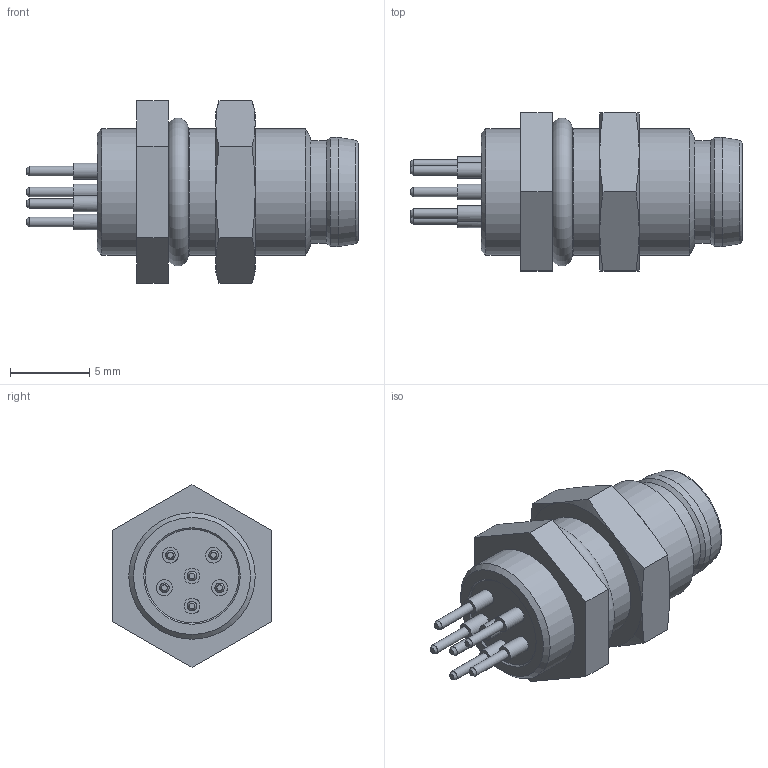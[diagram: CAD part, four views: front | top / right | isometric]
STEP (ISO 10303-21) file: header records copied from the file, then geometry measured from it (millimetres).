
FILE_DESCRIPTION(/* description */ (''),/* implementation_level */ '2;1');
FILE_NAME(/* name */ '09-3463-81-06.stp',/* time_stamp */ '2013-10-18T09:39:22+02:00',/* author */ (''),/* organization */ (''),/* preprocessor_version */ 'ST-DEVELOPER v14',/* originating_system */ 'SIEMENS PLM Software NX 8.0',/* authorisation */ '');
FILE_SCHEMA (('AUTOMOTIVE_DESIGN { 1 0 10303 214 3 1 1 1 }'));
Length unit declared in the file: millimetre
Products named in the file (1): cerl04F051C8uq1s
Bounding box: 21 x 10 x 11.55 mm (x, y, z)
Volume: 856.1 mm3; surface area: 954 mm2
Topology: 1 solids, 3 shells, 108 faces, 239 edges, 146 vertices
Faces by surface type: plane 35, cylinder 30, cone 26, torus 11, sphere 6
Full cylindrical faces by diameter (mm): 0.6 x6, 0.7 x6, 1 x6, 6.5 x1, 6.85 x1, 6.9 x1, 8 x3
Entity records: 2587 total; most frequent: CARTESIAN_POINT 524, DIRECTION 449, ORIENTED_EDGE 320, AXIS2_PLACEMENT_3D 208, EDGE_LOOP 177, EDGE_CURVE 160, FACE_BOUND 128, VERTEX_POINT 123
